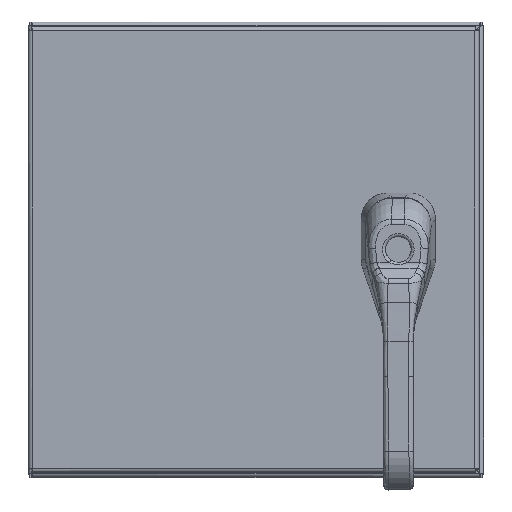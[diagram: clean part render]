
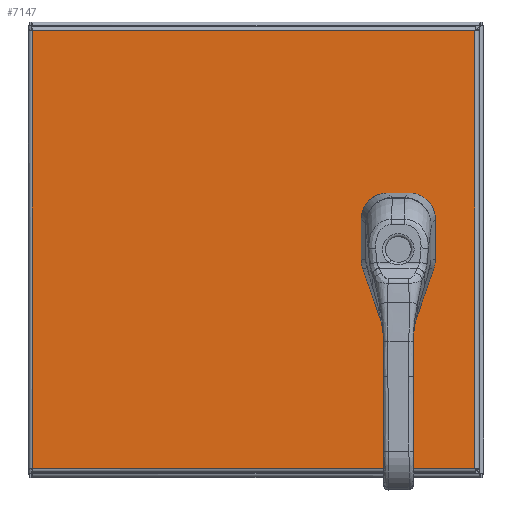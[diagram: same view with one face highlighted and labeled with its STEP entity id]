
A CAD part, top view. The second image highlights one B-rep face of the part: STEP entity #7147.
In plain terms, the highlighted face is planar.
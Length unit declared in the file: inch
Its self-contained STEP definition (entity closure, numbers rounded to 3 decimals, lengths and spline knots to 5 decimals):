
#5445=CARTESIAN_POINT('',(2.33762,6.275,0.0));
#5446=VERTEX_POINT('',#5445);
#5453=CARTESIAN_POINT('',(2.525,6.08762,0.0));
#5454=VERTEX_POINT('',#5453);
#5455=CARTESIAN_POINT('',(2.125,5.875,0.0));
#5456=DIRECTION('',(0.0,0.0,1.0));
#5457=DIRECTION('',(-0.469,-0.883,0.0));
#5458=AXIS2_PLACEMENT_3D('',#5455,#5456,#5457);
#5459=CIRCLE('',#5458,0.453);
#5460=EDGE_CURVE('',#5454,#5446,#5459,.T.);
#5485=CARTESIAN_POINT('',(2.525,5.66238,0.0));
#5486=VERTEX_POINT('',#5485);
#5487=CARTESIAN_POINT('',(2.525,5.66238,0.0));
#5488=DIRECTION('',(0.0,1.0,0.0));
#5489=VECTOR('',#5488,0.42525);
#5490=LINE('',#5487,#5489);
#5491=EDGE_CURVE('',#5486,#5454,#5490,.T.);
#5517=CARTESIAN_POINT('',(2.33762,5.475,0.0));
#5518=VERTEX_POINT('',#5517);
#5519=CARTESIAN_POINT('',(2.125,5.875,0.0));
#5520=DIRECTION('',(0.0,0.0,1.0));
#5521=DIRECTION('',(-0.883,0.469,0.0));
#5522=AXIS2_PLACEMENT_3D('',#5519,#5520,#5521);
#5523=CIRCLE('',#5522,0.453);
#5524=EDGE_CURVE('',#5518,#5486,#5523,.T.);
#5549=CARTESIAN_POINT('',(1.91238,5.475,0.0));
#5550=VERTEX_POINT('',#5549);
#5551=CARTESIAN_POINT('',(1.91238,5.475,0.0));
#5552=DIRECTION('',(1.0,0.0,0.0));
#5553=VECTOR('',#5552,0.42525);
#5554=LINE('',#5551,#5553);
#5555=EDGE_CURVE('',#5550,#5518,#5554,.T.);
#5581=CARTESIAN_POINT('',(1.725,5.66238,0.0));
#5582=VERTEX_POINT('',#5581);
#5583=CARTESIAN_POINT('',(2.125,5.875,0.0));
#5584=DIRECTION('',(0.0,0.0,1.0));
#5585=DIRECTION('',(0.469,0.883,0.0));
#5586=AXIS2_PLACEMENT_3D('',#5583,#5584,#5585);
#5587=CIRCLE('',#5586,0.453);
#5588=EDGE_CURVE('',#5582,#5550,#5587,.T.);
#5613=CARTESIAN_POINT('',(1.725,6.08762,0.0));
#5614=VERTEX_POINT('',#5613);
#5615=CARTESIAN_POINT('',(1.725,6.08762,0.0));
#5616=DIRECTION('',(0.0,-1.0,0.0));
#5617=VECTOR('',#5616,0.42525);
#5618=LINE('',#5615,#5617);
#5619=EDGE_CURVE('',#5614,#5582,#5618,.T.);
#5645=CARTESIAN_POINT('',(1.91238,6.275,0.0));
#5646=VERTEX_POINT('',#5645);
#5647=CARTESIAN_POINT('',(2.125,5.875,0.0));
#5648=DIRECTION('',(0.0,0.0,1.0));
#5649=DIRECTION('',(0.883,-0.469,0.0));
#5650=AXIS2_PLACEMENT_3D('',#5647,#5648,#5649);
#5651=CIRCLE('',#5650,0.453);
#5652=EDGE_CURVE('',#5646,#5614,#5651,.T.);
#5675=CARTESIAN_POINT('',(2.33762,6.275,0.0));
#5676=DIRECTION('',(-1.0,0.0,0.0));
#5677=VECTOR('',#5676,0.42525);
#5678=LINE('',#5675,#5677);
#5679=EDGE_CURVE('',#5446,#5646,#5678,.T.);
#5701=CARTESIAN_POINT('',(1.9845,4.497,0.0));
#5702=VERTEX_POINT('',#5701);
#5703=CARTESIAN_POINT('',(2.125,4.497,0.0));
#5704=DIRECTION('',(0.0,0.0,1.0));
#5705=DIRECTION('',(1.0,0.0,0.0));
#5706=AXIS2_PLACEMENT_3D('',#5703,#5704,#5705);
#5707=CIRCLE('',#5706,0.1405);
#5708=EDGE_CURVE('',#5702,#5702,#5707,.T.);
#5729=CARTESIAN_POINT('',(1.9845,4.989,0.0));
#5730=VERTEX_POINT('',#5729);
#5731=CARTESIAN_POINT('',(2.125,4.989,0.0));
#5732=DIRECTION('',(0.0,0.0,1.0));
#5733=DIRECTION('',(1.0,0.0,0.0));
#5734=AXIS2_PLACEMENT_3D('',#5731,#5732,#5733);
#5735=CIRCLE('',#5734,0.1405);
#5736=EDGE_CURVE('',#5730,#5730,#5735,.T.);
#5757=CARTESIAN_POINT('',(1.9845,6.76,0.0));
#5758=VERTEX_POINT('',#5757);
#5759=CARTESIAN_POINT('',(2.125,6.76,0.0));
#5760=DIRECTION('',(0.0,0.0,1.0));
#5761=DIRECTION('',(1.0,0.0,0.0));
#5762=AXIS2_PLACEMENT_3D('',#5759,#5760,#5761);
#5763=CIRCLE('',#5762,0.1405);
#5764=EDGE_CURVE('',#5758,#5758,#5763,.T.);
#6158=CARTESIAN_POINT('',(11.76975,0.10525,0.));
#6159=VERTEX_POINT('',#6158);
#6170=CARTESIAN_POINT('',(11.76975,11.64475,0.));
#6171=VERTEX_POINT('',#6170);
#6172=CARTESIAN_POINT('',(11.76975,11.64475,0.0));
#6173=DIRECTION('',(0.0,-1.0,0.0));
#6174=VECTOR('',#6173,11.5395);
#6175=LINE('',#6172,#6174);
#6176=EDGE_CURVE('',#6171,#6159,#6175,.T.);
#6328=CARTESIAN_POINT('',(0.10525,0.10525,0.));
#6329=VERTEX_POINT('',#6328);
#6340=CARTESIAN_POINT('',(11.76975,0.10525,0.0));
#6341=DIRECTION('',(-1.0,0.0,0.0));
#6342=VECTOR('',#6341,11.6645);
#6343=LINE('',#6340,#6342);
#6344=EDGE_CURVE('',#6159,#6329,#6343,.T.);
#6599=CARTESIAN_POINT('',(0.10525,11.64475,0.));
#6600=VERTEX_POINT('',#6599);
#6611=CARTESIAN_POINT('',(0.10525,0.10525,0.0));
#6612=DIRECTION('',(0.0,1.0,0.0));
#6613=VECTOR('',#6612,11.5395);
#6614=LINE('',#6611,#6613);
#6615=EDGE_CURVE('',#6329,#6600,#6614,.T.);
#6880=CARTESIAN_POINT('',(0.10525,11.64475,0.0));
#6881=DIRECTION('',(1.0,0.0,0.0));
#6882=VECTOR('',#6881,11.6645);
#6883=LINE('',#6880,#6882);
#6884=EDGE_CURVE('',#6600,#6171,#6883,.T.);
#7117=CARTESIAN_POINT('',(5.9375,5.875,0.0));
#7118=DIRECTION('',(0.0,0.0,1.0));
#7119=DIRECTION('',(1.0,0.0,0.0));
#7120=AXIS2_PLACEMENT_3D('',#7117,#7118,#7119);
#7121=PLANE('',#7120);
#7122=ORIENTED_EDGE('',*,*,#6176,.T.);
#7123=ORIENTED_EDGE('',*,*,#6344,.T.);
#7124=ORIENTED_EDGE('',*,*,#6615,.T.);
#7125=ORIENTED_EDGE('',*,*,#6884,.T.);
#7126=EDGE_LOOP('',(#7122,#7123,#7124,#7125));
#7127=FACE_OUTER_BOUND('',#7126,.T.);
#7128=ORIENTED_EDGE('',*,*,#5460,.T.);
#7129=ORIENTED_EDGE('',*,*,#5679,.T.);
#7130=ORIENTED_EDGE('',*,*,#5652,.T.);
#7131=ORIENTED_EDGE('',*,*,#5619,.T.);
#7132=ORIENTED_EDGE('',*,*,#5588,.T.);
#7133=ORIENTED_EDGE('',*,*,#5555,.T.);
#7134=ORIENTED_EDGE('',*,*,#5524,.T.);
#7135=ORIENTED_EDGE('',*,*,#5491,.T.);
#7136=EDGE_LOOP('',(#7128,#7129,#7130,#7131,#7132,#7133,#7134,#7135));
#7137=FACE_BOUND('',#7136,.T.);
#7138=ORIENTED_EDGE('',*,*,#5708,.T.);
#7139=EDGE_LOOP('',(#7138));
#7140=FACE_BOUND('',#7139,.T.);
#7141=ORIENTED_EDGE('',*,*,#5736,.T.);
#7142=EDGE_LOOP('',(#7141));
#7143=FACE_BOUND('',#7142,.T.);
#7144=ORIENTED_EDGE('',*,*,#5764,.T.);
#7145=EDGE_LOOP('',(#7144));
#7146=FACE_BOUND('',#7145,.T.);
#7147=ADVANCED_FACE('',(#7127,#7137,#7140,#7143,#7146),#7121,.F.);
